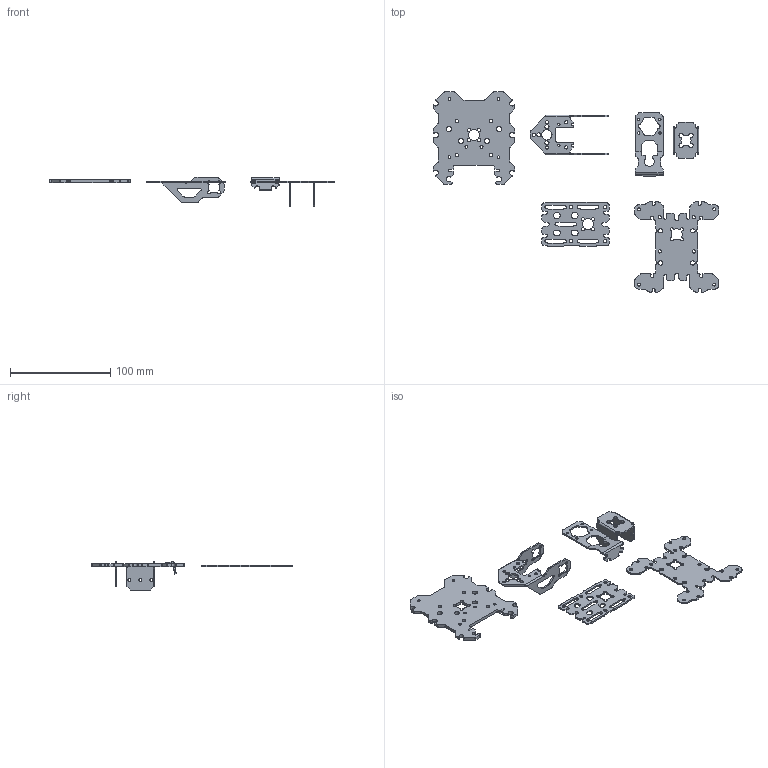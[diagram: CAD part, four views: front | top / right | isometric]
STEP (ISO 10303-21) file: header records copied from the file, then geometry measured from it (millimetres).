
FILE_DESCRIPTION(/* description */ (''),/* implementation_level */ '2;1');
FILE_NAME(/* name */ '',/* time_stamp */ '2023-09-20T10:39:35+08:00',/* author */ (''),/* organization */ (''),/* preprocessor_version */ 'ST-DEVELOPER v20',/* originating_system */ 'Autodesk Translation Framework v12.9.0.99',/* authorisation */ '');
FILE_SCHEMA (('AUTOMOTIVE_DESIGN { 1 0 10303 214 3 1 1 }'));
Length unit declared in the file: millimetre
Products named in the file (7): A; 多功能底座; 夹爪; 摄像头支架; 多功能扩展; 扩展-A; 扩展-B
Assembly tree (6 placements, depth 2):
  A
    多功能底座
    夹爪
    摄像头支架
    多功能扩展
    扩展-A
    扩展-B
Bounding box: 285.09 x 199.46 x 29.11 mm (x, y, z)
Volume: 33380 mm3; surface area: 40245.9 mm2
Topology: 6 solids, 6 shells, 857 faces, 2495 edges, 1648 vertices
Faces by surface type: cylinder 550, plane 293, bspline 10, cone 4
Full cylindrical faces by diameter (mm): 2.2 x2, 2.4 x4, 2.6 x4, 3 x12, 3.2 x15, 5 x2, 5.12 x2
Entity records: 29450 total; most frequent: CARTESIAN_POINT 5347, DIRECTION 5283, ORIENTED_EDGE 4990, EDGE_CURVE 2495, AXIS2_PLACEMENT_3D 1948, VERTEX_POINT 1648, LINE 1387, VECTOR 1387
